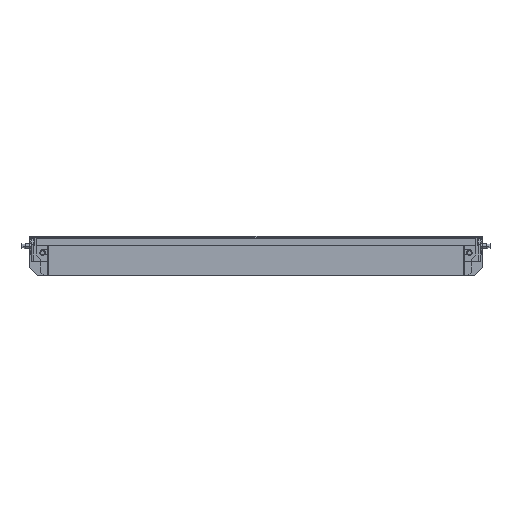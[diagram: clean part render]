
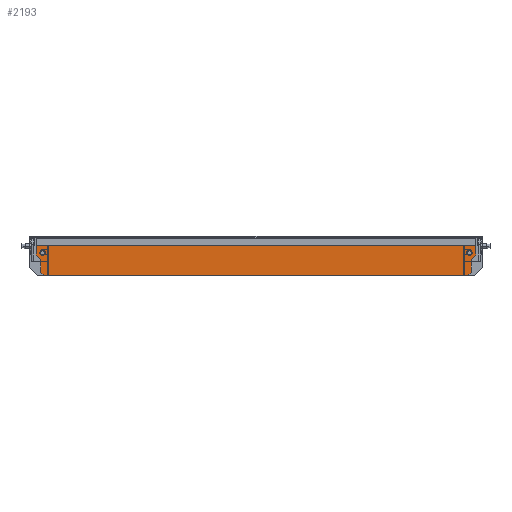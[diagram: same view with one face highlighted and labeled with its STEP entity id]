
A CAD part, front view. The second image highlights one B-rep face of the part: STEP entity #2193.
In plain terms, the highlighted planar face has unit normal (0, -1, 0).
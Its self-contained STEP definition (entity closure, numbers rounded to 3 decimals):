
#2193=ADVANCED_FACE('',(#5002,#5003,#5004),#5005,.T.);
#5002=FACE_BOUND('',#8796,.T.);
#5003=FACE_BOUND('',#8797,.T.);
#5004=FACE_OUTER_BOUND('',#8798,.T.);
#5005=PLANE('',#8799);
#8796=EDGE_LOOP('',(#13625,#13626));
#8797=EDGE_LOOP('',(#13627,#13628));
#8798=EDGE_LOOP('',(#13629,#13630,#13631,#13632,#13633,#13634,#13635,#13636,#13637,#13638));
#8799=AXIS2_PLACEMENT_3D('',#13639,#13640,#13641);
#13625=ORIENTED_EDGE('',*,*,#23496,.T.);
#13626=ORIENTED_EDGE('',*,*,#23566,.T.);
#13627=ORIENTED_EDGE('',*,*,#23491,.T.);
#13628=ORIENTED_EDGE('',*,*,#23570,.T.);
#13629=ORIENTED_EDGE('',*,*,#23576,.T.);
#13630=ORIENTED_EDGE('',*,*,#23582,.T.);
#13631=ORIENTED_EDGE('',*,*,#23583,.T.);
#13632=ORIENTED_EDGE('',*,*,#23584,.T.);
#13633=ORIENTED_EDGE('',*,*,#23585,.T.);
#13634=ORIENTED_EDGE('',*,*,#23528,.T.);
#13635=ORIENTED_EDGE('',*,*,#23586,.F.);
#13636=ORIENTED_EDGE('',*,*,#23548,.T.);
#13637=ORIENTED_EDGE('',*,*,#23587,.T.);
#13638=ORIENTED_EDGE('',*,*,#23578,.T.);
#13639=CARTESIAN_POINT('',(17.0,46.0,41.125));
#13640=DIRECTION('',(0.0,-1.0,0.0));
#13641=DIRECTION('',(0.0,0.0,-1.0));
#23491=EDGE_CURVE('',#28053,#28050,#28054,.T.);
#23496=EDGE_CURVE('',#28062,#28059,#28063,.T.);
#23528=EDGE_CURVE('',#28118,#28116,#28119,.T.);
#23548=EDGE_CURVE('',#28149,#28147,#28150,.T.);
#23566=EDGE_CURVE('',#28059,#28062,#28174,.T.);
#23570=EDGE_CURVE('',#28050,#28053,#28178,.T.);
#23576=EDGE_CURVE('',#28182,#28186,#28188,.T.);
#23578=EDGE_CURVE('',#28190,#28182,#28191,.T.);
#23582=EDGE_CURVE('',#28186,#28196,#28197,.T.);
#23583=EDGE_CURVE('',#28196,#28198,#28199,.T.);
#23584=EDGE_CURVE('',#28198,#28200,#28201,.T.);
#23585=EDGE_CURVE('',#28200,#28118,#28202,.T.);
#23586=EDGE_CURVE('',#28149,#28116,#28203,.T.);
#23587=EDGE_CURVE('',#28147,#28190,#28204,.T.);
#28050=VERTEX_POINT('',#34616);
#28053=VERTEX_POINT('',#34620);
#28054=CIRCLE('',#34621,3.3);
#28059=VERTEX_POINT('',#34627);
#28062=VERTEX_POINT('',#34631);
#28063=CIRCLE('',#34632,3.3);
#28116=VERTEX_POINT('',#34699);
#28118=VERTEX_POINT('',#34701);
#28119=LINE('',#34702,#34703);
#28147=VERTEX_POINT('',#34742);
#28149=VERTEX_POINT('',#34745);
#28150=LINE('',#34746,#34747);
#28174=CIRCLE('',#34776,3.3);
#28178=CIRCLE('',#34780,3.3);
#28182=VERTEX_POINT('',#34784);
#28186=VERTEX_POINT('',#34790);
#28188=LINE('',#34793,#34794);
#28190=VERTEX_POINT('',#34796);
#28191=LINE('',#34797,#34798);
#28196=VERTEX_POINT('',#34805);
#28197=LINE('',#34806,#34807);
#28198=VERTEX_POINT('',#34808);
#28199=LINE('',#34809,#34810);
#28200=VERTEX_POINT('',#34811);
#28201=LINE('',#34812,#34813);
#28202=LINE('',#34814,#34815);
#28203=LINE('',#34816,#34817);
#28204=LINE('',#34818,#34819);
#34616=CARTESIAN_POINT('',(28.3,46.0,28.0));
#34620=CARTESIAN_POINT('',(21.7,46.0,28.0));
#34621=AXIS2_PLACEMENT_3D('',#44441,#44442,#44443);
#34627=CARTESIAN_POINT('',(545.3,46.0,28.0));
#34631=CARTESIAN_POINT('',(538.7,46.0,28.0));
#34632=AXIS2_PLACEMENT_3D('',#44449,#44450,#44451);
#34699=CARTESIAN_POINT('',(550.0,46.0,45.5));
#34701=CARTESIAN_POINT('',(550.0,46.0,25.2));
#34702=CARTESIAN_POINT('',(550.0,46.0,22.75));
#34703=VECTOR('',#44496,1.0);
#34742=CARTESIAN_POINT('',(17.0,46.0,25.2));
#34745=CARTESIAN_POINT('',(17.0,46.0,45.5));
#34746=CARTESIAN_POINT('',(17.0,46.0,22.75));
#34747=VECTOR('',#44521,1.0);
#34776=AXIS2_PLACEMENT_3D('',#44551,#44552,#44553);
#34780=AXIS2_PLACEMENT_3D('',#44557,#44558,#44559);
#34784=CARTESIAN_POINT('',(22.7,46.0,4.3));
#34790=CARTESIAN_POINT('',(27.0,46.0,0.0));
#34793=CARTESIAN_POINT('',(11.87,46.0,15.13));
#34794=VECTOR('',#44563,1.0);
#34796=CARTESIAN_POINT('',(22.7,46.0,19.5));
#34797=CARTESIAN_POINT('',(22.7,46.0,25.313));
#34798=VECTOR('',#44564,1.0);
#34805=CARTESIAN_POINT('',(540.0,46.0,0.0));
#34806=CARTESIAN_POINT('',(283.5,46.0,0.0));
#34807=VECTOR('',#44567,1.0);
#34808=CARTESIAN_POINT('',(544.3,46.0,4.3));
#34809=CARTESIAN_POINT('',(421.88,46.0,-118.12));
#34810=VECTOR('',#44568,1.0);
#34811=CARTESIAN_POINT('',(544.3,46.0,19.5));
#34812=CARTESIAN_POINT('',(544.3,46.0,25.313));
#34813=VECTOR('',#44569,1.0);
#34814=CARTESIAN_POINT('',(419.649,46.0,-105.151));
#34815=VECTOR('',#44570,1.0);
#34816=CARTESIAN_POINT('',(17.0,46.0,45.5));
#34817=VECTOR('',#44571,1.0);
#34818=CARTESIAN_POINT('',(14.101,46.0,28.099));
#34819=VECTOR('',#44572,1.0);
#44441=CARTESIAN_POINT('',(25.0,46.0,28.0));
#44442=DIRECTION('',(-0.0,1.0,0.0));
#44443=DIRECTION('',(1.0,0.0,0.0));
#44449=CARTESIAN_POINT('',(542.0,46.0,28.0));
#44450=DIRECTION('',(-0.0,1.0,0.0));
#44451=DIRECTION('',(1.0,0.0,0.0));
#44496=DIRECTION('',(0.0,0.0,1.0));
#44521=DIRECTION('',(0.0,0.0,-1.0));
#44551=CARTESIAN_POINT('',(542.0,46.0,28.0));
#44552=DIRECTION('',(-0.0,1.0,0.0));
#44553=DIRECTION('',(1.0,0.0,0.0));
#44557=CARTESIAN_POINT('',(25.0,46.0,28.0));
#44558=DIRECTION('',(-0.0,1.0,0.0));
#44559=DIRECTION('',(1.0,0.0,0.0));
#44563=DIRECTION('',(0.707,0.0,-0.707));
#44564=DIRECTION('',(-0.0,-0.0,-1.0));
#44567=DIRECTION('',(1.0,0.0,0.0));
#44568=DIRECTION('',(0.707,0.0,0.707));
#44569=DIRECTION('',(-0.0,0.0,1.0));
#44570=DIRECTION('',(0.707,0.0,0.707));
#44571=DIRECTION('',(1.0,0.0,0.0));
#44572=DIRECTION('',(0.707,0.0,-0.707));
